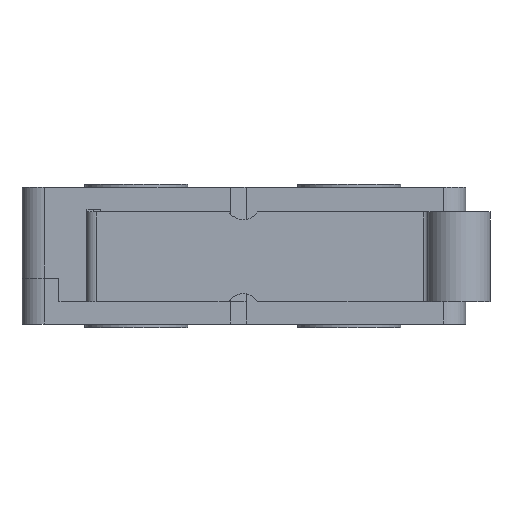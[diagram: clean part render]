
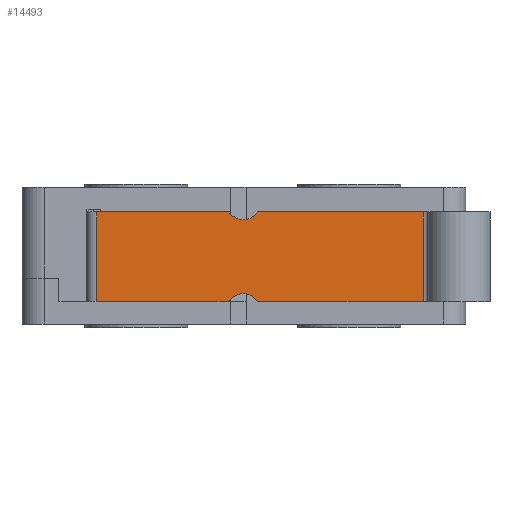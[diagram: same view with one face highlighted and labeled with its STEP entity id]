
A CAD part, top view. The second image highlights one B-rep face of the part: STEP entity #14493.
In plain terms, the highlighted planar face has unit normal (-0.013, 0, 1).
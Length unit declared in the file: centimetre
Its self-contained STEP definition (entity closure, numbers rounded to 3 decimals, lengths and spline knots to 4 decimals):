
#867=FACE_OUTER_BOUND('',#1670,.T.);
#1670=EDGE_LOOP('',(#9621,#9622,#9623,#9624,#9625,#9626,#9627,#9628));
#2523=CIRCLE('',#15315,0.075);
#2524=CIRCLE('',#15317,0.075);
#2619=LINE('',#18918,#4248);
#2629=LINE('',#18943,#4258);
#2658=LINE('',#19017,#4287);
#2659=LINE('',#19020,#4288);
#2662=LINE('',#19033,#4291);
#2663=LINE('',#19034,#4292);
#4248=VECTOR('',#15968,1.);
#4258=VECTOR('',#15984,1.);
#4287=VECTOR('',#16049,1.);
#4288=VECTOR('',#16052,1.);
#4291=VECTOR('',#16065,1.);
#4292=VECTOR('',#16066,1.);
#5878=VERTEX_POINT('',#18915);
#5879=VERTEX_POINT('',#18917);
#5890=VERTEX_POINT('',#18940);
#5891=VERTEX_POINT('',#18942);
#5910=VERTEX_POINT('',#18995);
#5911=VERTEX_POINT('',#18999);
#5918=VERTEX_POINT('',#19015);
#5919=VERTEX_POINT('',#19019);
#7339=EDGE_CURVE('',#5879,#5878,#2619,.T.);
#7351=EDGE_CURVE('',#5891,#5890,#2629,.T.);
#7379=EDGE_CURVE('',#5890,#5910,#2523,.T.);
#7380=EDGE_CURVE('',#5911,#5879,#2524,.T.);
#7389=EDGE_CURVE('',#5910,#5918,#2658,.T.);
#7390=EDGE_CURVE('',#5919,#5911,#2659,.T.);
#7397=EDGE_CURVE('',#5919,#5918,#2662,.T.);
#7398=EDGE_CURVE('',#5878,#5891,#2663,.T.);
#9621=ORIENTED_EDGE('',*,*,#7379,.T.);
#9622=ORIENTED_EDGE('',*,*,#7389,.T.);
#9623=ORIENTED_EDGE('',*,*,#7397,.F.);
#9624=ORIENTED_EDGE('',*,*,#7390,.T.);
#9625=ORIENTED_EDGE('',*,*,#7380,.T.);
#9626=ORIENTED_EDGE('',*,*,#7339,.T.);
#9627=ORIENTED_EDGE('',*,*,#7398,.T.);
#9628=ORIENTED_EDGE('',*,*,#7351,.T.);
#13984=PLANE('',#15329);
#14493=ADVANCED_FACE('',(#867),#13984,.T.);
#15315=AXIS2_PLACEMENT_3D('',#18997,#16028,#16029);
#15317=AXIS2_PLACEMENT_3D('',#19000,#16032,#16033);
#15329=AXIS2_PLACEMENT_3D('',#19032,#16063,#16064);
#15968=DIRECTION('',(-1.,0.,-0.013));
#15984=DIRECTION('',(1.,0.,0.013));
#16028=DIRECTION('center_axis',(0.013,0.,
-1.));
#16029=DIRECTION('ref_axis',(1.,0.,0.013));
#16032=DIRECTION('center_axis',(0.013,0.,
-1.));
#16033=DIRECTION('ref_axis',(1.,0.,0.013));
#16049=DIRECTION('',(1.,0.,0.013));
#16052=DIRECTION('',(-1.,0.,-0.013));
#16063=DIRECTION('center_axis',(-0.013,0.,
1.));
#16064=DIRECTION('ref_axis',(1.,0.,0.013));
#16065=DIRECTION('',(0.,-1.,0.));
#16066=DIRECTION('',(0.,-1.,0.));
#18915=CARTESIAN_POINT('',(-0.1775,-0.11,0.8752));
#18917=CARTESIAN_POINT('',(0.414,-0.11,0.8828));
#18918=CARTESIAN_POINT('',(1.2816,-0.11,0.8939));
#18940=CARTESIAN_POINT('',(0.414,-0.51,0.8828));
#18942=CARTESIAN_POINT('',(-0.1775,-0.51,0.8752));
#18943=CARTESIAN_POINT('',(1.2816,-0.51,0.8939));
#18995=CARTESIAN_POINT('',(0.5409,-0.51,0.8844));
#18997=CARTESIAN_POINT('Origin',(0.4775,-0.55,0.8836));
#18999=CARTESIAN_POINT('',(0.5409,-0.11,0.8844));
#19000=CARTESIAN_POINT('Origin',(0.4775,-0.07,0.8836));
#19015=CARTESIAN_POINT('',(1.2816,-0.51,0.8939));
#19017=CARTESIAN_POINT('',(1.2816,-0.51,0.8939));
#19019=CARTESIAN_POINT('',(1.2816,-0.11,0.8939));
#19020=CARTESIAN_POINT('',(1.2816,-0.11,0.8939));
#19032=CARTESIAN_POINT('Origin',(1.2816,-0.31,0.8939));
#19033=CARTESIAN_POINT('',(1.2816,-0.31,0.8939));
#19034=CARTESIAN_POINT('',(-0.1775,-0.31,0.8752));
